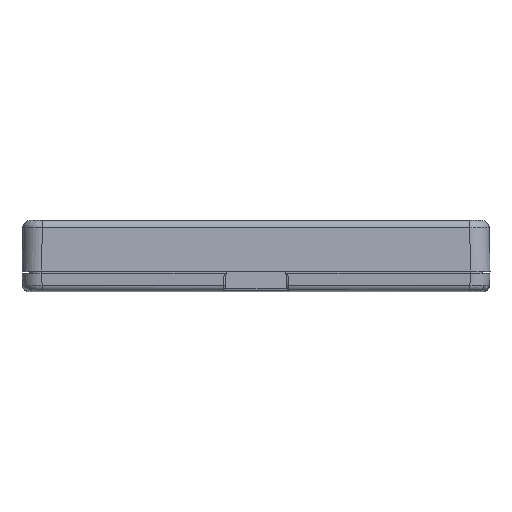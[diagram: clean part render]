
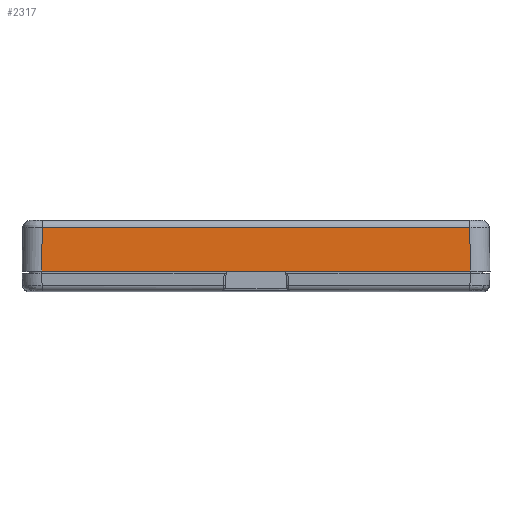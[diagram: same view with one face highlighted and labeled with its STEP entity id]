
A CAD part, top view. The second image highlights one B-rep face of the part: STEP entity #2317.
In plain terms, the highlighted planar face has unit normal (0, 0.019, 1).
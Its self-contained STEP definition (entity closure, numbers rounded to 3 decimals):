
#39 = CARTESIAN_POINT ( 'NONE',  ( -55.001, 0., 60. ) ) ;
#131 = CARTESIAN_POINT ( 'NONE',  ( -54.789, 11.038, 59.788 ) ) ;
#185 = VERTEX_POINT ( 'NONE', #4955 ) ;
#267 = VERTEX_POINT ( 'NONE', #39 ) ;
#321 = EDGE_CURVE ( 'NONE', #4862, #267, #3120, .T. ) ;
#347 = DIRECTION ( 'NONE',  ( 1., 0., 0. ) ) ;
#374 = EDGE_CURVE ( 'NONE', #533, #4862, #1751, .T. ) ;
#379 = VECTOR ( 'NONE', #2374, 1000. ) ;
#533 = VERTEX_POINT ( 'NONE', #792 ) ;
#573 = CARTESIAN_POINT ( 'NONE',  ( 0., 1.153, 59.978 ) ) ;
#751 = EDGE_LOOP ( 'NONE', ( #4840, #4140, #2235, #3207 ) ) ;
#792 = CARTESIAN_POINT ( 'NONE',  ( 54.789, 11.038, 59.788 ) ) ;
#825 = CARTESIAN_POINT ( 'NONE',  ( -54.958, 2.21, 59.958 ) ) ;
#1023 = DIRECTION ( 'NONE',  ( -1., 0., 0. ) ) ;
#1355 = DIRECTION ( 'NONE',  ( 0., -0.019, -1. ) ) ;
#1751 = LINE ( 'NONE', #4439, #2875 ) ;
#1764 = VECTOR ( 'NONE', #347, 1000. ) ;
#2049 = FACE_OUTER_BOUND ( 'NONE', #751, .T. ) ;
#2109 = EDGE_CURVE ( 'NONE', #185, #533, #3453, .T. ) ;
#2235 = ORIENTED_EDGE ( 'NONE', *, *, #321, .T. ) ;
#2317 = ADVANCED_FACE ( 'NONE', ( #2049 ), #3595, .F. ) ;
#2374 = DIRECTION ( 'NONE',  ( -0.019, -1., 0.019 ) ) ;
#2451 = VECTOR ( 'NONE', #4602, 1000. ) ;
#2875 = VECTOR ( 'NONE', #1023, 1000. ) ;
#2888 = DIRECTION ( 'NONE',  ( 0., 1., -0.019 ) ) ;
#2977 = LINE ( 'NONE', #4498, #1764 ) ;
#3070 = CARTESIAN_POINT ( 'NONE',  ( 54.958, 2.21, 59.958 ) ) ;
#3120 = LINE ( 'NONE', #825, #379 ) ;
#3207 = ORIENTED_EDGE ( 'NONE', *, *, #4257, .T. ) ;
#3250 = AXIS2_PLACEMENT_3D ( 'NONE', #573, #1355, #2888 ) ;
#3453 = LINE ( 'NONE', #3070, #2451 ) ;
#3595 = PLANE ( 'NONE',  #3250 ) ;
#4140 = ORIENTED_EDGE ( 'NONE', *, *, #374, .T. ) ;
#4257 = EDGE_CURVE ( 'NONE', #267, #185, #2977, .T. ) ;
#4439 = CARTESIAN_POINT ( 'NONE',  ( -54.751, 11.038, 59.788 ) ) ;
#4498 = CARTESIAN_POINT ( 'NONE',  ( -60., 0., 60. ) ) ;
#4602 = DIRECTION ( 'NONE',  ( -0.019, 1., -0.019 ) ) ;
#4840 = ORIENTED_EDGE ( 'NONE', *, *, #2109, .T. ) ;
#4862 = VERTEX_POINT ( 'NONE', #131 ) ;
#4955 = CARTESIAN_POINT ( 'NONE',  ( 55.001, 0., 60. ) ) ;
